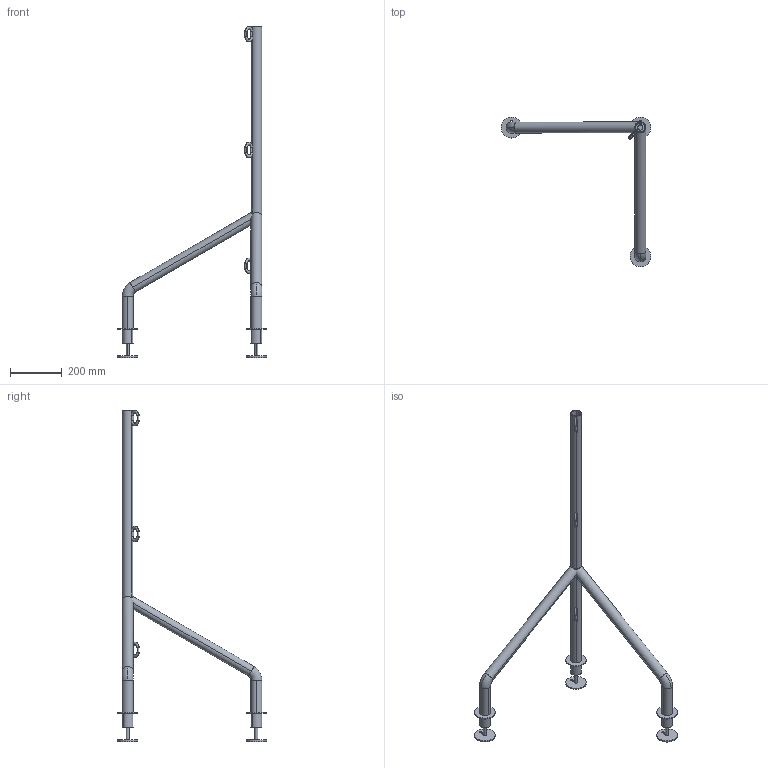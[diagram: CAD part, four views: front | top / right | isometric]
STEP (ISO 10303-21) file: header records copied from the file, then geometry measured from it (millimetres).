
FILE_DESCRIPTION(('STEP AP214'),'1');
FILE_NAME('nderpfosten 2 Streben.STP','2021-09-14T12:23:07',(' '),(' '),'Spatial InterOp 3D',' ',' ');
FILE_SCHEMA(('AUTOMOTIVE_DESIGN { 1 0 10303 214 1 1 1 1 }'));
Length unit declared in the file: millimetre
Products named in the file (1): ROR 42,4x3,2
Bounding box: 577.95 x 577.95 x 1280.93 mm (x, y, z)
Volume: 1296294.8 mm3; surface area: 774644.9 mm2
Topology: 18 solids, 18 shells, 245 faces, 594 edges, 382 vertices
Faces by surface type: cylinder 108, plane 81, cone 30, torus 26
Entity records: 9192 total; most frequent: CARTESIAN_POINT 2953, DIRECTION 1414, ORIENTED_EDGE 1188, AXIS2_PLACEMENT_3D 603, EDGE_CURVE 594, VERTEX_POINT 382, CIRCLE 336, EDGE_LOOP 284
